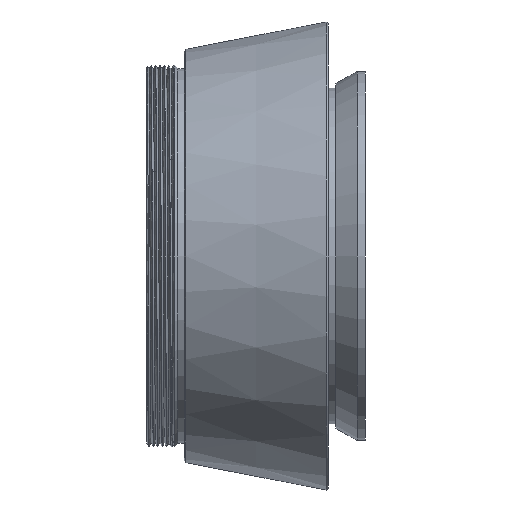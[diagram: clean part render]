
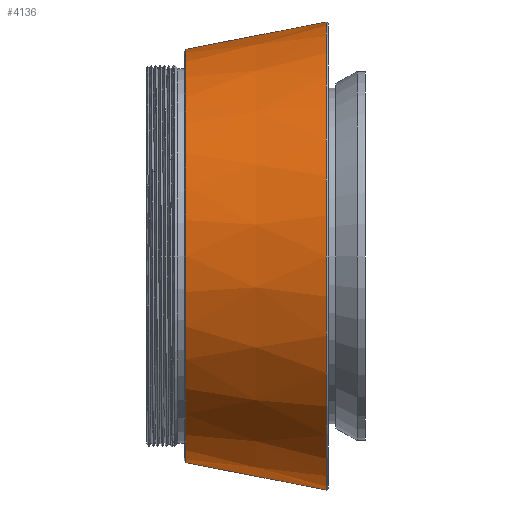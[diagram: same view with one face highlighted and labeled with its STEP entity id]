
A CAD part, left-side view. The second image highlights one B-rep face of the part: STEP entity #4136.
In plain terms, the highlighted conical face has half-angle 11.055 degrees and reference radius 29.836 mm.
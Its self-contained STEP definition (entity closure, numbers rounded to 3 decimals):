
#57=CARTESIAN_POINT('',(-102.38,3.244,45.367));
#58=DIRECTION('',(0.,-1.,0.));
#59=DIRECTION('',(0.,0.,1.));
#60=AXIS2_PLACEMENT_3D('',#57,#58,#59);
#62=CARTESIAN_POINT('',(-102.38,22.25,45.367));
#63=DIRECTION('',(0.,1.,0.));
#64=DIRECTION('',(0.,0.,-1.));
#65=AXIS2_PLACEMENT_3D('',#62,#63,#64);
#67=DIRECTION('',(0.,0.981,-0.192));
#68=VECTOR('',#67,19.365);
#69=CARTESIAN_POINT('',(-102.38,3.244,77.059));
#70=LINE('',#69,#68);
#81=DIRECTION('',(0.,0.981,0.192));
#82=VECTOR('',#81,19.365);
#83=CARTESIAN_POINT('',(-102.38,3.244,13.674));
#84=LINE('',#83,#82);
#4020=CARTESIAN_POINT('',(-102.38,3.244,13.674));
#4021=CARTESIAN_POINT('',(-102.38,3.244,77.059));
#4022=VERTEX_POINT('',#4020);
#4023=VERTEX_POINT('',#4021);
#4028=CARTESIAN_POINT('',(-102.38,22.25,73.346));
#4029=CARTESIAN_POINT('',(-102.38,22.25,17.388));
#4030=VERTEX_POINT('',#4028);
#4031=VERTEX_POINT('',#4029);
#4122=CARTESIAN_POINT('',(-102.38,12.747,45.367));
#4123=DIRECTION('',(0.,-1.,0.));
#4124=DIRECTION('',(0.,0.,-1.));
#4125=AXIS2_PLACEMENT_3D('',#4122,#4123,#4124);
#4126=CONICAL_SURFACE('',#4125,29.836,11.055);
#4127=ORIENTED_EDGE('',*,*,#4116,.T.);
#4129=ORIENTED_EDGE('',*,*,#4128,.T.);
#4131=ORIENTED_EDGE('',*,*,#4130,.T.);
#4133=ORIENTED_EDGE('',*,*,#4132,.F.);
#4134=EDGE_LOOP('',(#4127,#4129,#4131,#4133));
#4135=FACE_OUTER_BOUND('',#4134,.F.);
#4136=ADVANCED_FACE('',(#4135),#4126,.T.);
#61=CIRCLE('',#60,31.692);
#66=CIRCLE('',#65,27.979);
#4116=EDGE_CURVE('',#4023,#4022,#61,.T.);
#4128=EDGE_CURVE('',#4022,#4031,#84,.T.);
#4130=EDGE_CURVE('',#4031,#4030,#66,.T.);
#4132=EDGE_CURVE('',#4023,#4030,#70,.T.);
